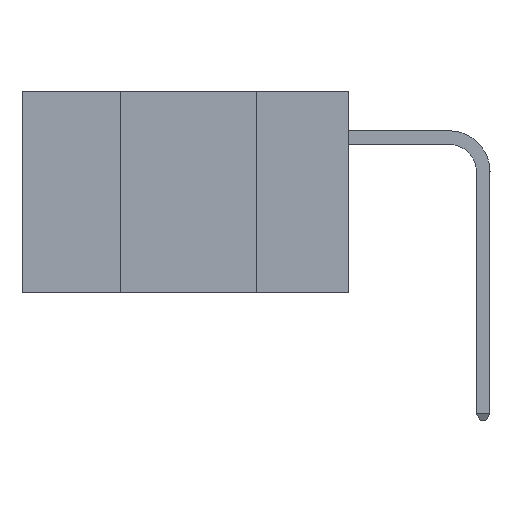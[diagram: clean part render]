
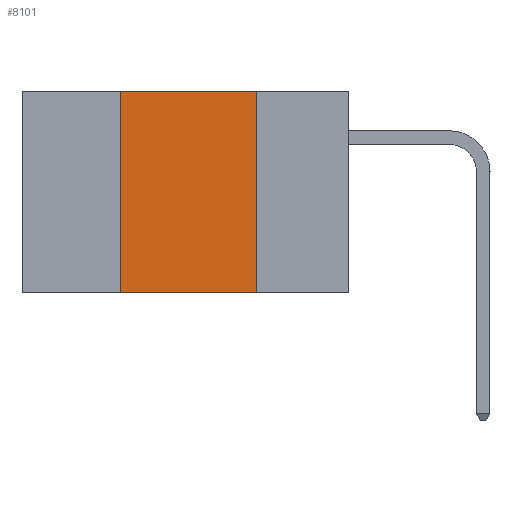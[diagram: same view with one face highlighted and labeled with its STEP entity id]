
A CAD part, left-side view. The second image highlights one B-rep face of the part: STEP entity #8101.
In plain terms, the highlighted planar face has unit normal (-1, 0, 0).
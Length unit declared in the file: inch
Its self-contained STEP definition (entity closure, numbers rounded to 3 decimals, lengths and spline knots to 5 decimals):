
#533 = VERTEX_POINT ( 'NONE', #27545 ) ;
#3565 = VERTEX_POINT ( 'NONE', #25371 ) ;
#5356 = ORIENTED_EDGE ( 'NONE', *, *, #13771, .F. ) ;
#7146 = CARTESIAN_POINT ( 'NONE',  ( 0., 0.42, 0. ) ) ;
#7937 = EDGE_CURVE ( 'NONE', #9432, #533, #19431, .T. ) ;
#8101 = ADVANCED_FACE ( 'NONE', ( #27387 ), #32757, .F. ) ;
#8915 = VECTOR ( 'NONE', #27352, 39.37008 ) ;
#9108 = CARTESIAN_POINT ( 'NONE',  ( 0., 0.17, 0. ) ) ;
#9302 = AXIS2_PLACEMENT_3D ( 'NONE', #15940, #35712, #18845 ) ;
#9432 = VERTEX_POINT ( 'NONE', #10777 ) ;
#10777 = CARTESIAN_POINT ( 'NONE',  ( 0., 0.42, 0. ) ) ;
#10859 = LINE ( 'NONE', #18686, #18576 ) ;
#11653 = ORIENTED_EDGE ( 'NONE', *, *, #7937, .F. ) ;
#11842 = EDGE_CURVE ( 'NONE', #3565, #19019, #10859, .T. ) ;
#13771 = EDGE_CURVE ( 'NONE', #3565, #9432, #15748, .T. ) ;
#15748 = LINE ( 'NONE', #7146, #8915 ) ;
#15767 = DIRECTION ( 'NONE',  ( 0., -1., 0. ) ) ;
#15940 = CARTESIAN_POINT ( 'NONE',  ( 0., 0.6, 0. ) ) ;
#18576 = VECTOR ( 'NONE', #15767, 39.37008 ) ;
#18578 = EDGE_LOOP ( 'NONE', ( #30044, #11653, #5356, #35521 ) ) ;
#18686 = CARTESIAN_POINT ( 'NONE',  ( 0., 0.6, -0.37 ) ) ;
#18845 = DIRECTION ( 'NONE',  ( 0., 0., -1. ) ) ;
#19019 = VERTEX_POINT ( 'NONE', #24147 ) ;
#19431 = LINE ( 'NONE', #20872, #33532 ) ;
#19589 = EDGE_CURVE ( 'NONE', #533, #19019, #34617, .T. ) ;
#20872 = CARTESIAN_POINT ( 'NONE',  ( 0., 0.6, 0. ) ) ;
#23713 = DIRECTION ( 'NONE',  ( 0., -1., 0. ) ) ;
#24147 = CARTESIAN_POINT ( 'NONE',  ( 0., 0.17, -0.37 ) ) ;
#25371 = CARTESIAN_POINT ( 'NONE',  ( 0., 0.42, -0.37 ) ) ;
#27168 = VECTOR ( 'NONE', #31962, 39.37008 ) ;
#27352 = DIRECTION ( 'NONE',  ( 0., 0., 1. ) ) ;
#27387 = FACE_OUTER_BOUND ( 'NONE', #18578, .T. ) ;
#27545 = CARTESIAN_POINT ( 'NONE',  ( 0., 0.17, 0. ) ) ;
#30044 = ORIENTED_EDGE ( 'NONE', *, *, #19589, .F. ) ;
#31962 = DIRECTION ( 'NONE',  ( 0., 0., -1. ) ) ;
#32757 = PLANE ( 'NONE',  #9302 ) ;
#33532 = VECTOR ( 'NONE', #23713, 39.37008 ) ;
#34617 = LINE ( 'NONE', #9108, #27168 ) ;
#35521 = ORIENTED_EDGE ( 'NONE', *, *, #11842, .T. ) ;
#35712 = DIRECTION ( 'NONE',  ( 1., 0., 0. ) ) ;
